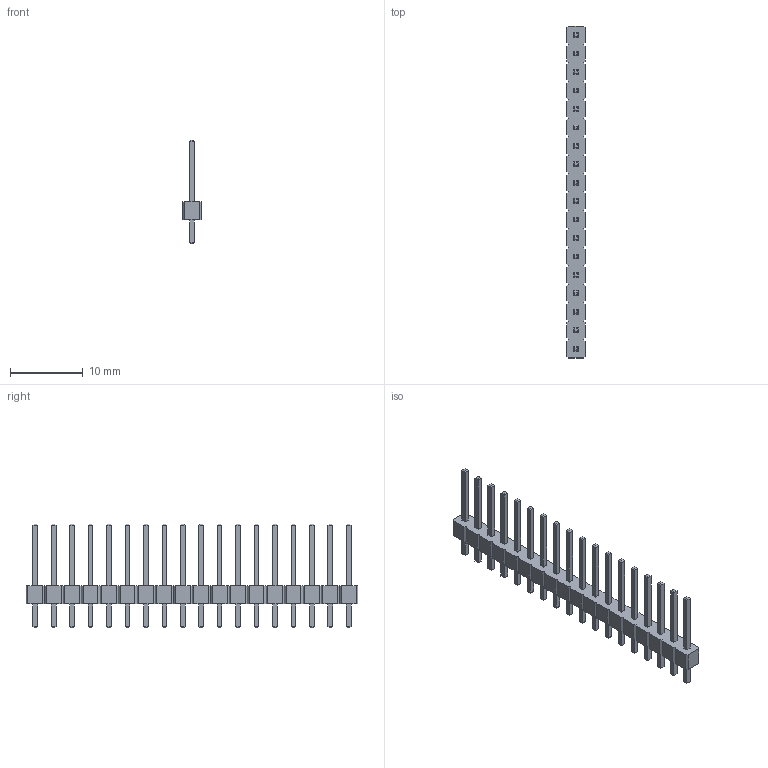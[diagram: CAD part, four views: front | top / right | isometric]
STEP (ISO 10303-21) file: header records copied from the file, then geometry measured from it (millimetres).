
FILE_DESCRIPTION(('FreeCAD Model'),'2;1');
FILE_NAME('./generated_pinheaders//PinHeader_Straight_1x18x2.54mm.step', '2016-03-29T22:51:29',('Author'),(''), 'Open CASCADE STEP processor 6.8','FreeCAD','Unknown');
FILE_SCHEMA(('AUTOMOTIVE_DESIGN_CC2 { 1 2 10303 214 -1 1 5 4 }'));
Length unit declared in the file: millimetre
Products named in the file (1): PinHeader_Straight_1x18x254mm
Bounding box: 2.5 x 45.72 x 14.3 mm (x, y, z)
Volume: 366.2 mm3; surface area: 1015.6 mm2
Topology: 1 solids, 1 shells, 436 faces, 1050 edges, 652 vertices
Faces by surface type: plane 436
Entity records: 28649 total; most frequent: CARTESIAN_POINT 4527, DIRECTION 3736, LINE 2862, VECTOR 2862, ORIENTED_EDGE 2100, PCURVE 2100, DEFINITIONAL_REPRESENTATION 2100, EDGE_CURVE 1050
